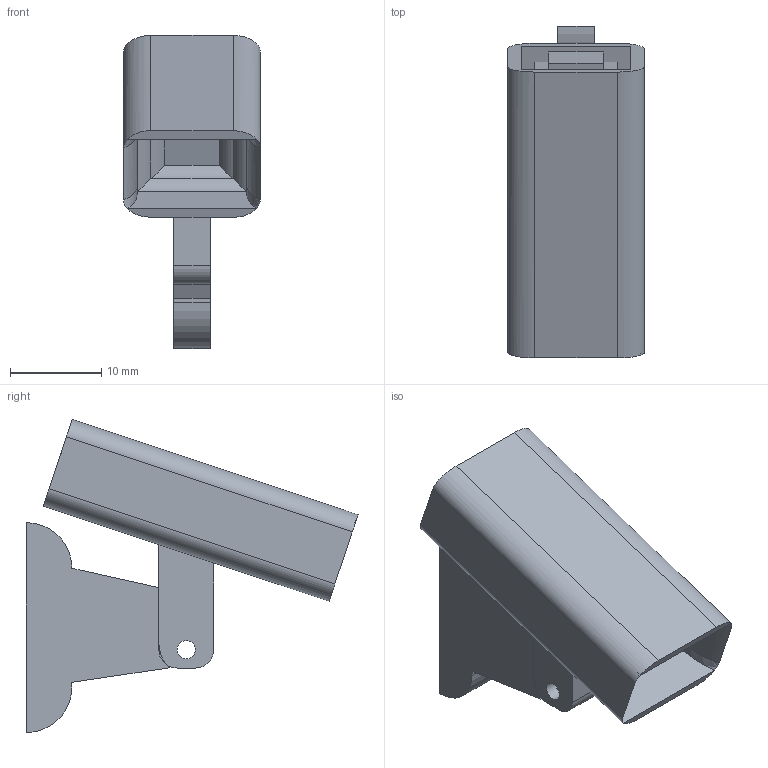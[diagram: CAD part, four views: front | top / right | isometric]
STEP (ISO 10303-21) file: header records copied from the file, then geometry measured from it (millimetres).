
FILE_DESCRIPTION(/* description */ ('','CAx-IF Rec.Pracs.---Representation and Presentation of Product Manufacturing Information (PMI)---4.0---2014-10-13'),/* implementation_level */ '2;1');
FILE_NAME(/* name */ 'Camera v3.step',/* time_stamp */ '2025-03-05T20:36:43+05:30',/* author */ (''),/* organization */ (''),/* preprocessor_version */ 'ST-DEVELOPER v20',/* originating_system */ 'Autodesk Translation Framework v13.20.0.188',/* authorisation */ '');
FILE_SCHEMA (('AP242_MANAGED_MODEL_BASED_3D_ENGINEERING_MIM_LF { 1 0 10303 442 1 1 4 }'));
Length unit declared in the file: millimetre
Products named in the file (4): Camera; Component1; Component2; Component3
Assembly tree (3 placements, depth 2):
  Camera
    Component1
    Component2
    Component3
Bounding box: 15 x 36.37 x 34.31 mm (x, y, z)
Volume: 4956.4 mm3; surface area: 3270 mm2
Topology: 3 solids, 3 shells, 66 faces, 155 edges, 98 vertices
Faces by surface type: plane 42, bspline 18, cylinder 6
Full cylindrical faces by diameter (mm): 2 x1
Entity records: 2176 total; most frequent: CARTESIAN_POINT 546, ORIENTED_EDGE 310, DIRECTION 293, EDGE_CURVE 155, LINE 111, VECTOR 111, VERTEX_POINT 98, AXIS2_PLACEMENT_3D 91
